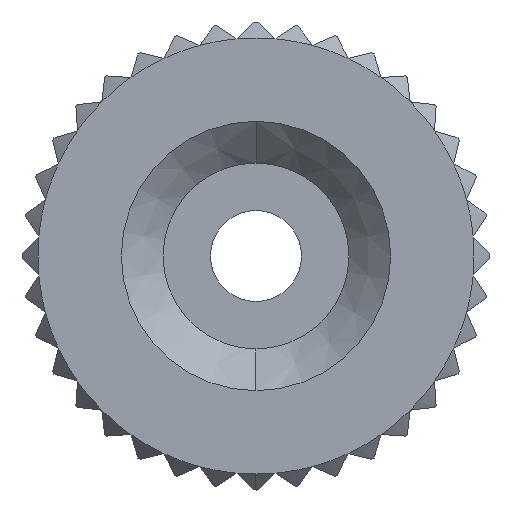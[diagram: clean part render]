
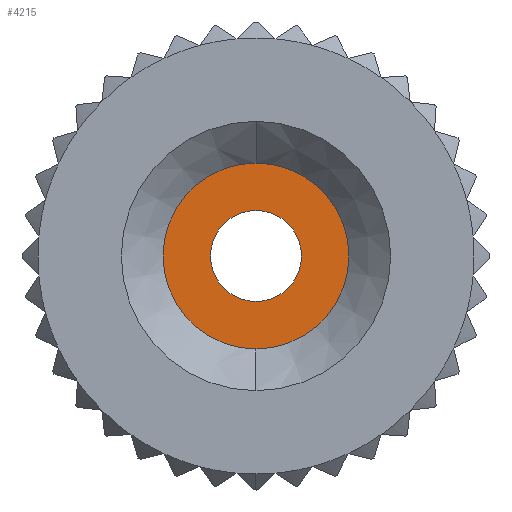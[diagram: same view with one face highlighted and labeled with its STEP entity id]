
A CAD part, left-side view. The second image highlights one B-rep face of the part: STEP entity #4215.
In plain terms, the highlighted planar face has unit normal (-1, 0, 0).
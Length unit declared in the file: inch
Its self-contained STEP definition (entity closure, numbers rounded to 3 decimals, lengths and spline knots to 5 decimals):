
#464 = AXIS2_PLACEMENT_3D ( 'NONE', #807, #3230, #7484 ) ;
#807 = CARTESIAN_POINT ( 'NONE',  ( -0.37, 0.0355, 0. ) ) ;
#856 = DIRECTION ( 'NONE',  ( 1., 0., 0. ) ) ;
#940 = FACE_BOUND ( 'NONE', #2346, .T. ) ;
#1450 = VERTEX_POINT ( 'NONE', #5722 ) ;
#1597 = ORIENTED_EDGE ( 'NONE', *, *, #2525, .T. ) ;
#1735 = DIRECTION ( 'NONE',  ( 1., 0., 0. ) ) ;
#2269 = ORIENTED_EDGE ( 'NONE', *, *, #6941, .F. ) ;
#2346 = EDGE_LOOP ( 'NONE', ( #1597, #5904 ) ) ;
#2525 = EDGE_CURVE ( 'NONE', #3080, #4309, #7781, .T. ) ;
#2570 = CARTESIAN_POINT ( 'NONE',  ( -0.37, 0., 0. ) ) ;
#2670 = DIRECTION ( 'NONE',  ( 1., 0., 0. ) ) ;
#2707 = CARTESIAN_POINT ( 'NONE',  ( -0.37, 0., 0.0355 ) ) ;
#2906 = FACE_OUTER_BOUND ( 'NONE', #4456, .T. ) ;
#3076 = AXIS2_PLACEMENT_3D ( 'NONE', #6297, #2670, #6899 ) ;
#3080 = VERTEX_POINT ( 'NONE', #3891 ) ;
#3165 = DIRECTION ( 'NONE',  ( 0., 0., -1. ) ) ;
#3230 = DIRECTION ( 'NONE',  ( -1., 0., 0. ) ) ;
#3439 = ORIENTED_EDGE ( 'NONE', *, *, #5618, .F. ) ;
#3891 = CARTESIAN_POINT ( 'NONE',  ( -0.37, 0., -0.0355 ) ) ;
#4215 = ADVANCED_FACE ( 'NONE', ( #940, #2906 ), #6856, .T. ) ;
#4234 = VERTEX_POINT ( 'NONE', #6226 ) ;
#4309 = VERTEX_POINT ( 'NONE', #2707 ) ;
#4456 = EDGE_LOOP ( 'NONE', ( #2269, #3439 ) ) ;
#4462 = CARTESIAN_POINT ( 'NONE',  ( -0.37, 0., 0. ) ) ;
#5056 = DIRECTION ( 'NONE',  ( 0., 0., -1. ) ) ;
#5334 = CARTESIAN_POINT ( 'NONE',  ( -0.37, 0., 0. ) ) ;
#5557 = AXIS2_PLACEMENT_3D ( 'NONE', #2570, #6803, #3165 ) ;
#5618 = EDGE_CURVE ( 'NONE', #1450, #4234, #6229, .T. ) ;
#5722 = CARTESIAN_POINT ( 'NONE',  ( -0.37, 0., -0.0725 ) ) ;
#5737 = CIRCLE ( 'NONE', #5557, 0.0355 ) ;
#5904 = ORIENTED_EDGE ( 'NONE', *, *, #7155, .T. ) ;
#5965 = DIRECTION ( 'NONE',  ( 0., 0., -1. ) ) ;
#6119 = AXIS2_PLACEMENT_3D ( 'NONE', #4462, #856, #5056 ) ;
#6226 = CARTESIAN_POINT ( 'NONE',  ( -0.37, 0., 0.0725 ) ) ;
#6229 = CIRCLE ( 'NONE', #3076, 0.0725 ) ;
#6297 = CARTESIAN_POINT ( 'NONE',  ( -0.37, 0., 0. ) ) ;
#6697 = CIRCLE ( 'NONE', #6119, 0.0725 ) ;
#6803 = DIRECTION ( 'NONE',  ( 1., 0., 0. ) ) ;
#6856 = PLANE ( 'NONE',  #464 ) ;
#6899 = DIRECTION ( 'NONE',  ( 0., 0., -1. ) ) ;
#6941 = EDGE_CURVE ( 'NONE', #4234, #1450, #6697, .T. ) ;
#7155 = EDGE_CURVE ( 'NONE', #4309, #3080, #5737, .T. ) ;
#7442 = AXIS2_PLACEMENT_3D ( 'NONE', #5334, #1735, #5965 ) ;
#7484 = DIRECTION ( 'NONE',  ( 0., 0., 1. ) ) ;
#7781 = CIRCLE ( 'NONE', #7442, 0.0355 ) ;
